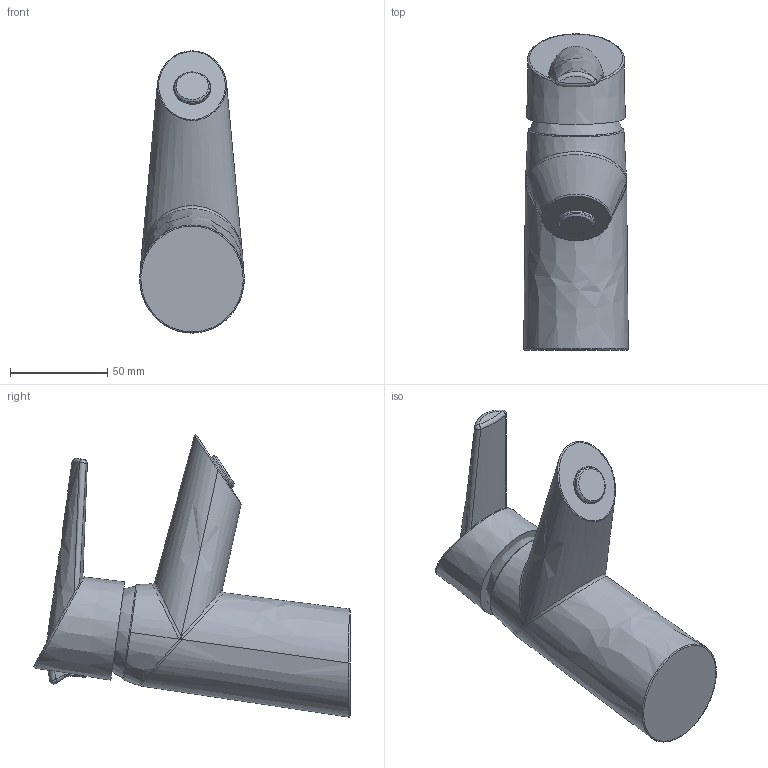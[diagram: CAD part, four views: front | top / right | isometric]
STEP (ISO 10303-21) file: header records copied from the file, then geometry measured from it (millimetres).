
FILE_DESCRIPTION (( 'STEP AP203' ), '1' );
FILE_NAME ('2700FG+2710FG+65092203.STEP', '2017-03-09T05:47:33', ( '' ), ( '' ), 'SwSTEP 2.0', 'SolidWorks 2016', '' );
FILE_SCHEMA (( 'CONFIG_CONTROL_DESIGN' ));
Length unit declared in the file: millimetre
Products named in the file (1): 2700FG+2710FG+65092203
Bounding box: 53.82 x 162.65 x 145.15 mm (x, y, z)
Volume: 425244.3 mm3; surface area: 45161.9 mm2
Topology: 2 solids, 2 shells, 56 faces, 125 edges, 74 vertices
Faces by surface type: bspline 34, plane 12, cylinder 6, cone 2, sphere 2
Full cylindrical faces by diameter (mm): 19 x1
Entity records: 9687 total; most frequent: CARTESIAN_POINT 8702, ORIENTED_EDGE 226, EDGE_CURVE 113, DIRECTION 102, B_SPLINE_CURVE_WITH_KNOTS 77, VERTEX_POINT 70, EDGE_LOOP 65, FACE_OUTER_BOUND 60
